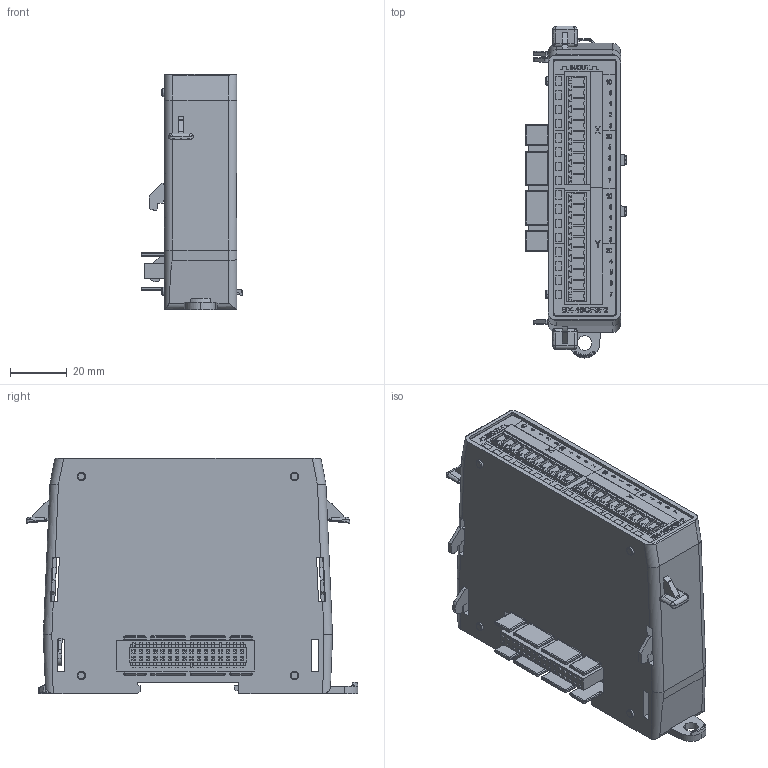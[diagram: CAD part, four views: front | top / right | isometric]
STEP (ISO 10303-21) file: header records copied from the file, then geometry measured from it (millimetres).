
FILE_DESCRIPTION (( 'STEP AP214' ), '1' );
FILE_NAME ('BX-16CF3F2 door mod 1 comb1 fXT c.STEP', '2020-08-19T16:19:46', ( '' ), ( '' ), 'SwSTEP 2.0', 'SolidWorks 2017', '' );
FILE_SCHEMA (( 'AUTOMOTIVE_DESIGN' ));
Length unit declared in the file: inch
Products named in the file (1): BX-16CF3F2 door mod 1 comb1 fXT c
Bounding box: 35.57 x 116.5 x 82.55 mm (x, y, z)
Volume: 189718 mm3; surface area: 46582.3 mm2
Topology: 15 solids, 24 shells, 3853 faces, 10298 edges, 6631 vertices
Faces by surface type: plane 2874, cylinder 477, bspline 418, torus 41, cone 35, sphere 8
Entity records: 159696 total; most frequent: CARTESIAN_POINT 50272, ORIENTED_EDGE 20568, DIRECTION 16510, EDGE_CURVE 10284, VECTOR 8222, LINE 8222, VERTEX_POINT 6629, EDGE_LOOP 4281
